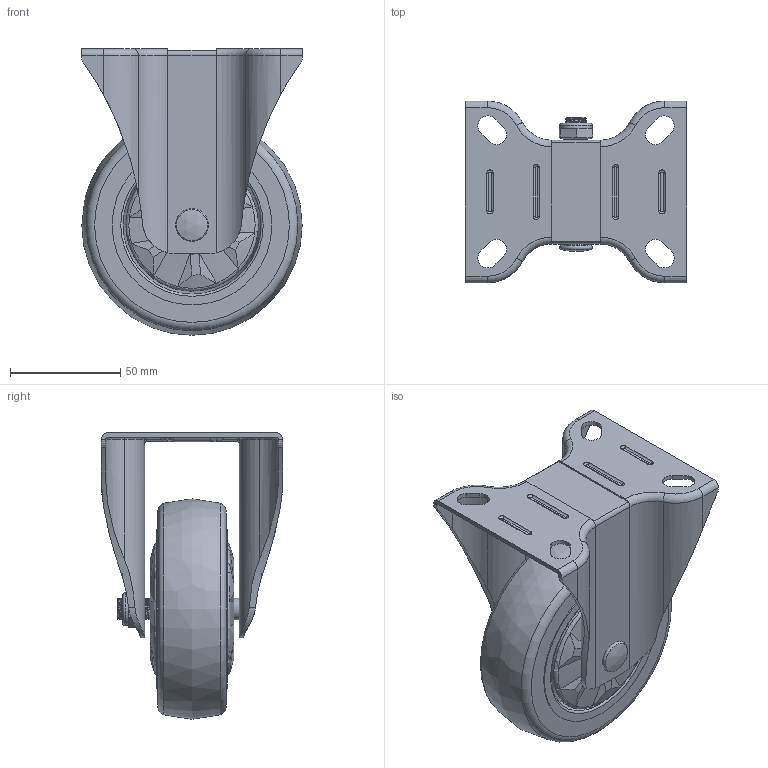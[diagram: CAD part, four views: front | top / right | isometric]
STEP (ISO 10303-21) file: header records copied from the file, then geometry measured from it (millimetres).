
FILE_DESCRIPTION(/* description */ (''),/* implementation_level */ '2;1');
FILE_NAME(/* name */ 'V71V100NYJP04.step',/* time_stamp */ '2025-04-16T12:58:11+01:00',/* author */ (''),/* organization */ (''),/* preprocessor_version */ 'ST-DEVELOPER v20.1',/* originating_system */ 'Autodesk Translation Framework v14.4.0.0',/* authorisation */ '');
FILE_SCHEMA (('AUTOMOTIVE_DESIGN { 1 0 10303 214 3 1 1 }'));
Length unit declared in the file: millimetre
Products named in the file (7): V71V100NYJP04; Áã¼þ5 -1; 100ºìÉ«PUµ¥ÂÖ-1; Áã¼þ4 -1; 100ºìÉ«PUÂÖ·À³¾
¸Ç-1; 100¹Ì¶¨Ö§¼Ü(V70); 100ºìÉ«PUÂÖ·À³¾
¸Ç-1_1
Assembly tree (6 placements, depth 2):
  V71V100NYJP04
    Áã¼þ5 -1
    100ºìÉ«PUµ¥ÂÖ-1
    Áã¼þ4 -1
    100ºìÉ«PUÂÖ·À³¾
¸Ç-1
    100¹Ì¶¨Ö§¼Ü(V70)
    100ºìÉ«PUÂÖ·À³¾
¸Ç-1_1
Bounding box: 100.5 x 82.5 x 130 mm (x, y, z)
Volume: 234200.8 mm3; surface area: 88444.7 mm2
Topology: 6 solids, 6 shells, 303 faces, 728 edges, 450 vertices
Faces by surface type: plane 122, cylinder 93, torus 39, bspline 23, cone 21, sphere 5
Full cylindrical faces by diameter (mm): 8.5 x1, 9.2 x2, 9.8 x12, 10 x1, 10.2 x1, 14.8 x1, 58 x2, 60 x2, 72.5 x2
Entity records: 13824 total; most frequent: CARTESIAN_POINT 6552, DIRECTION 1558, ORIENTED_EDGE 1448, EDGE_CURVE 724, AXIS2_PLACEMENT_3D 644, VERTEX_POINT 450, EDGE_LOOP 340, CIRCLE 326
